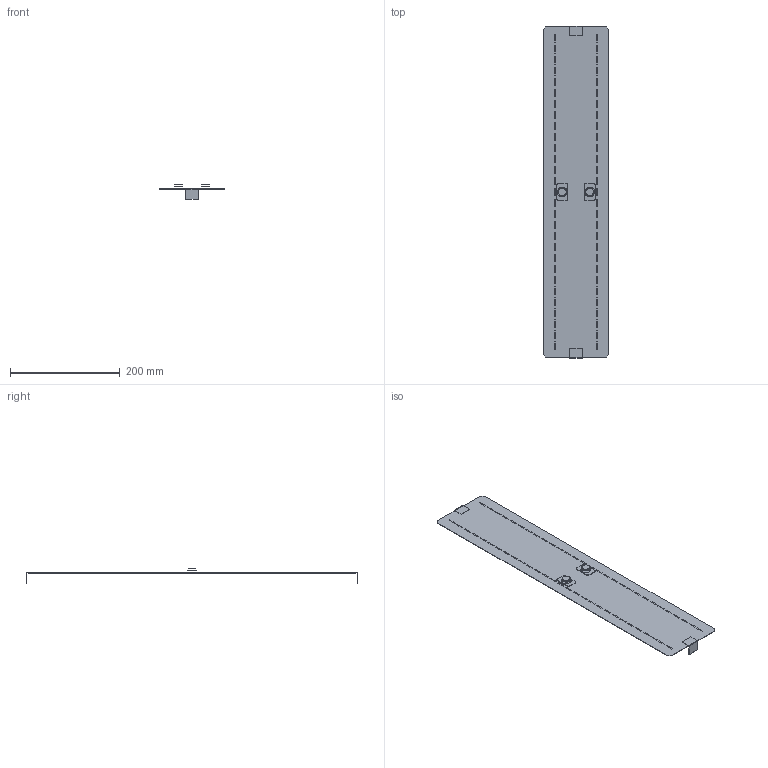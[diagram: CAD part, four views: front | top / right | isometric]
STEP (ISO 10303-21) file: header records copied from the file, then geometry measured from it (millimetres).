
FILE_DESCRIPTION(/* description */ (''),/* implementation_level */ '2;1');
FILE_NAME(/* name */ '485313.stp',/* time_stamp */ '2023-12-19T13:48:40+01:00',/* author */ ('bonnaudn'),/* organization */ (''),/* preprocessor_version */ 'ST-DEVELOPER v19.2',/* originating_system */ 'AutoCAD Mechanical',/* authorisation */ '');
FILE_SCHEMA (('AUTOMOTIVE_DESIGN { 1 0 10303 214 3 1 1 }'));
Length unit declared in the file: millimetre
Products named in the file (1): Product
Bounding box: 120 x 604.5 x 26.13 mm (x, y, z)
Volume: 62931.7 mm3; surface area: 156077.1 mm2
Topology: 7 solids, 123 shells, 172 faces, 584 edges, 544 vertices
Faces by surface type: plane 160, cylinder 8, cone 4
Entity records: 6527 total; most frequent: CARTESIAN_POINT 1301, DIRECTION 954, ORIENTED_EDGE 704, EDGE_CURVE 584, LINE 560, VECTOR 560, VERTEX_POINT 544, AXIS2_PLACEMENT_3D 197
